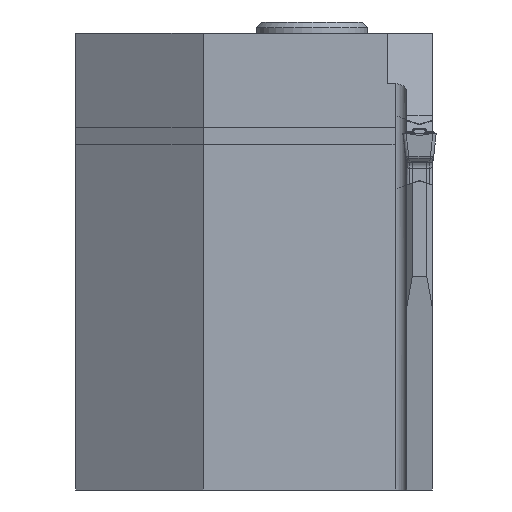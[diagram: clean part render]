
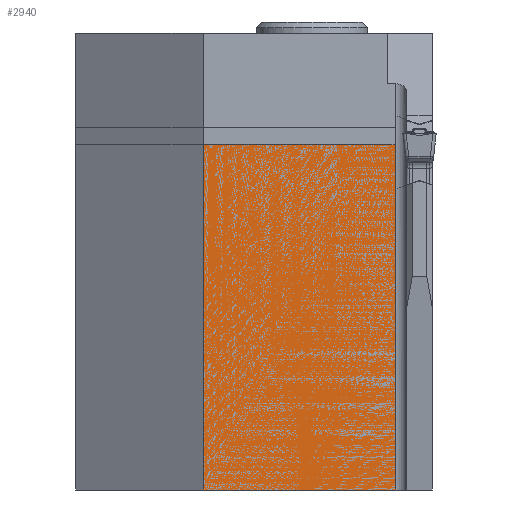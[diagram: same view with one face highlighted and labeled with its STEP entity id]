
A CAD part, left-side view. The second image highlights one B-rep face of the part: STEP entity #2940.
In plain terms, the highlighted planar face has unit normal (-1, 0, 0).
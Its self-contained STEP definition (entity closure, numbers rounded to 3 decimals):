
#1315=FACE_OUTER_BOUND('',#3795,.T.);
#1937=LINE('',#13625,#2345);
#1991=LINE('',#13750,#2399);
#1993=LINE('',#13755,#2401);
#2013=LINE('',#13810,#2421);
#2020=LINE('',#13830,#2428);
#2023=LINE('',#13835,#2431);
#2345=VECTOR('',#11469,1.);
#2399=VECTOR('',#11571,1.);
#2401=VECTOR('',#11577,1.);
#2421=VECTOR('',#11629,1.);
#2428=VECTOR('',#11650,1.);
#2431=VECTOR('',#11657,1.);
#2787=PLANE('',#10629);
#2940=ADVANCED_FACE('',(#1315),#2787,.F.);
#3795=EDGE_LOOP('',(#4631,#4632,#4633,#4634,#4635,#4636));
#4631=ORIENTED_EDGE('',*,*,#8576,.F.);
#4632=ORIENTED_EDGE('',*,*,#8681,.F.);
#4633=ORIENTED_EDGE('',*,*,#8640,.F.);
#4634=ORIENTED_EDGE('',*,*,#8637,.T.);
#4635=ORIENTED_EDGE('',*,*,#8668,.T.);
#4636=ORIENTED_EDGE('',*,*,#8678,.T.);
#7632=VERTEX_POINT('',#13624);
#7633=VERTEX_POINT('',#13626);
#7679=VERTEX_POINT('',#13749);
#7680=VERTEX_POINT('',#13751);
#7681=VERTEX_POINT('',#13756);
#7699=VERTEX_POINT('',#13809);
#8576=EDGE_CURVE('',#7632,#7633,#1937,.T.);
#8637=EDGE_CURVE('',#7680,#7679,#1991,.T.);
#8640=EDGE_CURVE('',#7680,#7681,#1993,.T.);
#8668=EDGE_CURVE('',#7679,#7699,#2013,.T.);
#8678=EDGE_CURVE('',#7699,#7633,#2020,.T.);
#8681=EDGE_CURVE('',#7681,#7632,#2023,.T.);
#10629=AXIS2_PLACEMENT_3D('',#13836,#11658,#11659);
#11469=DIRECTION('',(0.,-1.,0.));
#11571=DIRECTION('',(0.,0.,1.));
#11577=DIRECTION('',(0.,1.,0.));
#11629=DIRECTION('',(0.,0.946,-0.326));
#11650=DIRECTION('',(0.,0.,1.));
#11657=DIRECTION('',(0.,0.,1.));
#11658=DIRECTION('',(1.,0.,0.));
#11659=DIRECTION('',(0.,1.,0.));
#13624=CARTESIAN_POINT('',(11.,19.425,-1.));
#13625=CARTESIAN_POINT('',(11.,1.15,-1.));
#13626=CARTESIAN_POINT('',(11.,2.2,-1.));
#13749=CARTESIAN_POINT('',(11.,2.15,-4.968));
#13750=CARTESIAN_POINT('',(11.,2.15,9.));
#13751=CARTESIAN_POINT('',(11.,2.15,-32.));
#13755=CARTESIAN_POINT('',(11.,1.15,-32.));
#13756=CARTESIAN_POINT('',(11.,19.425,-32.));
#13809=CARTESIAN_POINT('',(11.,2.2,-4.986));
#13810=CARTESIAN_POINT('',(11.,9.577,-7.526));
#13830=CARTESIAN_POINT('',(11.,2.2,-32.));
#13835=CARTESIAN_POINT('',(11.,19.425,-32.));
#13836=CARTESIAN_POINT('',(11.,1.15,-32.));
